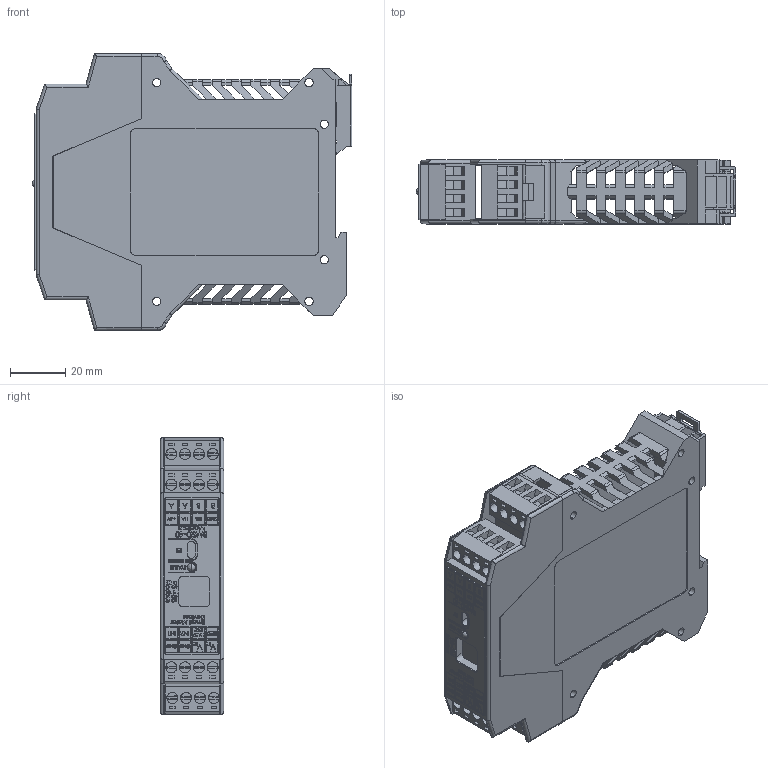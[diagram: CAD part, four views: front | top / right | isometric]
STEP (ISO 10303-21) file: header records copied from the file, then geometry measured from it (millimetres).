
FILE_DESCRIPTION(('FreeCAD Model'),'2;1');
FILE_NAME('Open CASCADE Shape Model','2022-02-28T15:39:29',('Author'),( ''),'Open CASCADE STEP processor 7.5','FreeCAD','Unknown');
FILE_SCHEMA(('AUTOMOTIVE_DESIGN { 1 0 10303 214 1 1 1 1 }'));
Products named in the file (1): BMSD-40 Modbus001
Bounding box: 115.5 x 23 x 100 mm (x, y, z)
Volume: 63692.1 mm3; surface area: 66063.3 mm2
Topology: 8 solids, 24 shells, 3387 faces, 9231 edges, 6052 vertices
Faces by surface type: plane 2256, bspline 916, cylinder 209, torus 4, revolution 2
Full cylindrical faces by diameter (mm): 4 x8
Entity records: 286023 total; most frequent: CARTESIAN_POINT 113760, DIRECTION 26924, LINE 20861, VECTOR 20861, ORIENTED_EDGE 18262, PCURVE 18262, DEFINITIONAL_REPRESENTATION 18262, EDGE_CURVE 9131
